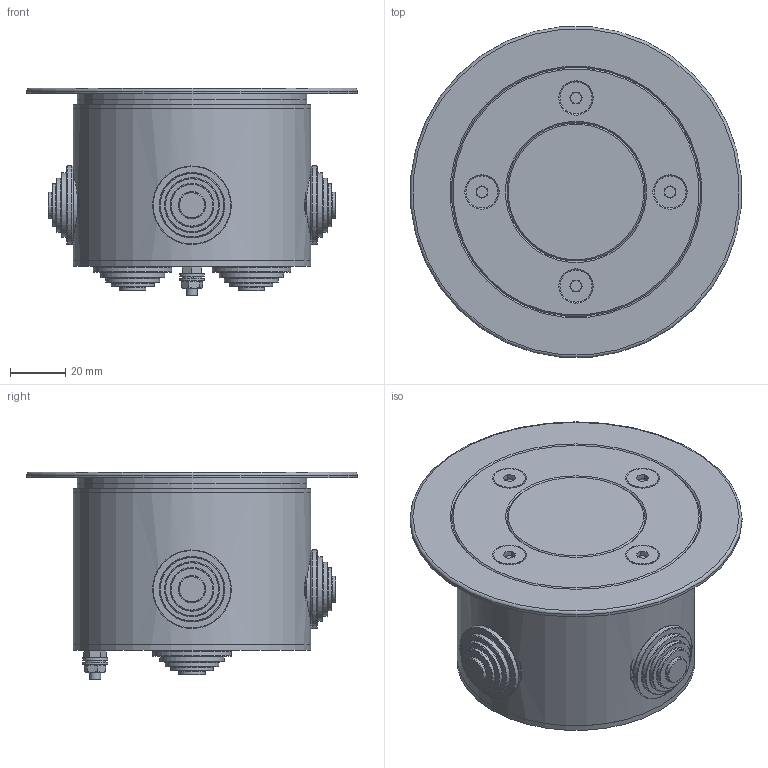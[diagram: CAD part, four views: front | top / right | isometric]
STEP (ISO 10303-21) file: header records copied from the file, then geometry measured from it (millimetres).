
FILE_DESCRIPTION (( 'STEP AP203' ), '1' );
FILE_NAME ('ÐÊ.02 - êðóãëàÿ.STEP', '2025-03-14T07:46:10', ( '' ), ( '' ), 'SwSTEP 2.0', 'SolidWorks 2022', '' );
FILE_SCHEMA (( 'CONFIG_CONTROL_DESIGN' ));
Length unit declared in the file: millimetre
Products named in the file (1): РК.02 - круглая
Bounding box: 119.54 x 119.54 x 75.15 mm (x, y, z)
Volume: 426721.5 mm3; surface area: 129750.1 mm2
Topology: 21 solids, 21 shells, 369 faces, 719 edges, 442 vertices
Faces by surface type: plane 156, cylinder 105, torus 75, cone 33
Full cylindrical faces by diameter (mm): 3.3 x1, 4 x1, 4.02 x4, 4.3 x2, 5 x4, 6 x4, 6.5 x5, 7 x8, 9 x2, 9.5 x5, 11.3 x5, 11.57 x4, 15 x5, 15.5 x5, 19.5 x5, 20.5 x5, 23.3 x5, 23.4 x5, 23.5 x5, 26.3 x5, 28.4 x5, 53 x1, 55 x2, 82 x1, 82.093 x1, 83 x2, 84.81 x1, 86 x2, 120 x1
Entity records: 8875 total; most frequent: CARTESIAN_POINT 1980, DIRECTION 1516, ORIENTED_EDGE 970, AXIS2_PLACEMENT_3D 695, EDGE_LOOP 676, FACE_OUTER_BOUND 545, EDGE_CURVE 485, VERTEX_POINT 411
